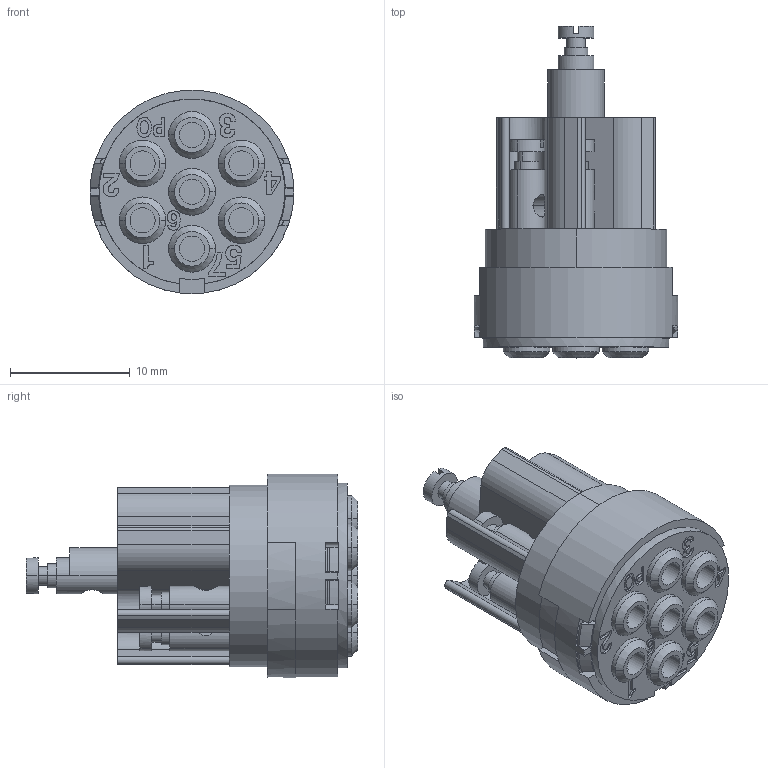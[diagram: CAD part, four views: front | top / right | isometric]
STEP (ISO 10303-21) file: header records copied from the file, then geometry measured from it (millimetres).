
FILE_DESCRIPTION((''),'2;1');
FILE_NAME('HR23-007-FR_SW0001','2020-12-17T',('tc.chen'),(''),'PRO/ENGINEER BY PARAMETRIC TECHNOLOGY CORPORATION, 2012480','PRO/ENGINEER BY PARAMETRIC TECHNOLOGY CORPORATION, 2012480','');
FILE_SCHEMA(('AUTOMOTIVE_DESIGN { 1 0 10303 214 1 1 1 1 }'));
Length unit declared in the file: millimetre
Products named in the file (1): HR23-007-FR_SW0001
Bounding box: 17 x 27.7 x 16.96 mm (x, y, z)
Volume: 2790.9 mm3; surface area: 3607.3 mm2
Topology: 1 solids, 1 shells, 847 faces, 2322 edges, 1533 vertices
Faces by surface type: plane 328, cylinder 227, extrusion 202, cone 46, torus 30, sphere 14
Entity records: 47842 total; most frequent: CARTESIAN_POINT 9031, ORIENTED_EDGE 4616, DIRECTION 3798, PRESENTATION_STYLE_ASSIGNMENT 3358, STYLED_ITEM 2511, CURVE_STYLE 2510, EDGE_CURVE 2308, FILL_AREA_STYLE_COLOUR 1695
